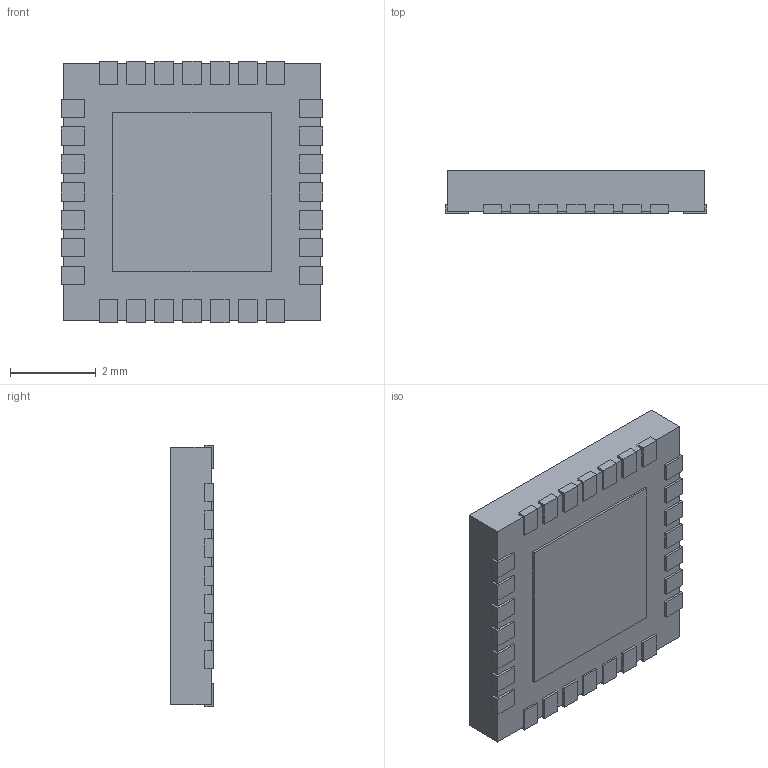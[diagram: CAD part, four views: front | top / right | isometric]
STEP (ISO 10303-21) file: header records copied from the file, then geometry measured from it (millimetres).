
FILE_DESCRIPTION(/* description */ (''),/* implementation_level */ '2;1');
FILE_NAME(/* name */ 'QFN29 v2 v1.step',/* time_stamp */ '2018-11-24T15:12:45-05:00',/* author */ ('samuel.zhengG2TPB'),/* organization */ (''),/* preprocessor_version */ 'ST-DEVELOPER v17.2',/* originating_system */ 'Autodesk Translation Framework v7.6.0.251',/* authorisation */ '');
FILE_SCHEMA (('AUTOMOTIVE_DESIGN { 1 0 10303 214 3 1 1 }'));
Length unit declared in the file: millimetre
Products named in the file (2): QFN29 v2; QFN29_pin v1
Assembly tree (30 placements, depth 2):
  QFN29 v2
    QFN29_pin v1  x30
Bounding box: 6.1 x 1 x 6.1 mm (x, y, z)
Volume: 35.3 mm3; surface area: 117 mm2
Topology: 31 solids, 31 shells, 251 faces, 564 edges, 376 vertices
Faces by surface type: plane 251
Entity records: 823 total; most frequent: DIRECTION 144, CARTESIAN_POINT 121, ORIENTED_EDGE 84, AXIS2_PLACEMENT_3D 51, LINE 42, VECTOR 42, EDGE_CURVE 42, PRODUCT_DEFINITION_SHAPE 32
